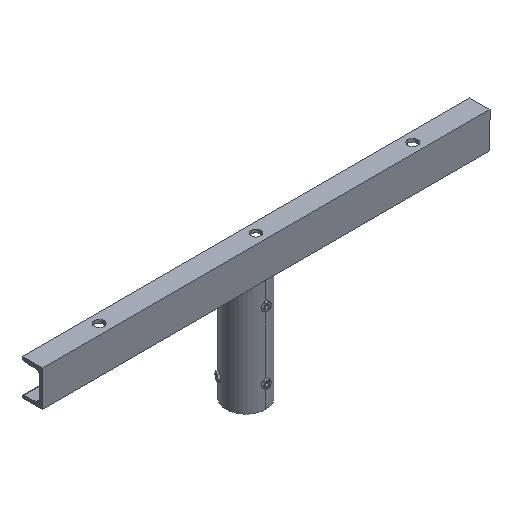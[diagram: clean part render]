
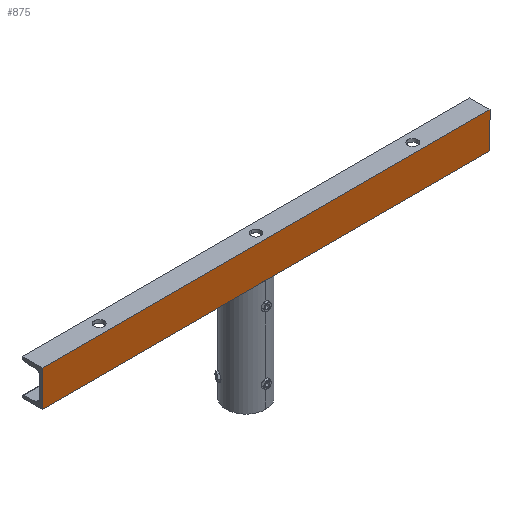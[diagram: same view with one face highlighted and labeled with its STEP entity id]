
A CAD part, isometric view. The second image highlights one B-rep face of the part: STEP entity #875.
In plain terms, the highlighted face is planar.
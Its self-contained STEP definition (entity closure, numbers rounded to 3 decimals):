
#269 = EDGE_CURVE ( 'NONE', #4090, #726, #3029, .T. ) ;
#445 = DIRECTION ( 'NONE',  ( 0., 0., -1. ) ) ;
#683 = DIRECTION ( 'NONE',  ( 0., 0., -1. ) ) ;
#726 = VERTEX_POINT ( 'NONE', #3618 ) ;
#755 = FACE_OUTER_BOUND ( 'NONE', #3894, .T. ) ;
#875 = ADVANCED_FACE ( 'NONE', ( #755 ), #1496, .F. ) ;
#980 = ORIENTED_EDGE ( 'NONE', *, *, #2458, .T. ) ;
#1009 = LINE ( 'NONE', #2331, #2652 ) ;
#1077 = CARTESIAN_POINT ( 'NONE',  ( 0., 80., 500. ) ) ;
#1143 = CARTESIAN_POINT ( 'NONE',  ( 0., 80., -500. ) ) ;
#1397 = VECTOR ( 'NONE', #3235, 1000. ) ;
#1496 = PLANE ( 'NONE',  #4130 ) ;
#1533 = ORIENTED_EDGE ( 'NONE', *, *, #2693, .T. ) ;
#1782 = LINE ( 'NONE', #3123, #3291 ) ;
#2069 = DIRECTION ( 'NONE',  ( 1., 0., 0. ) ) ;
#2079 = CARTESIAN_POINT ( 'NONE',  ( 0., 0., 500. ) ) ;
#2156 = VECTOR ( 'NONE', #445, 1000. ) ;
#2288 = CARTESIAN_POINT ( 'NONE',  ( 0., 80., 500. ) ) ;
#2331 = CARTESIAN_POINT ( 'NONE',  ( 0., 80., 500. ) ) ;
#2360 = CARTESIAN_POINT ( 'NONE',  ( 0., 80., 500. ) ) ;
#2443 = DIRECTION ( 'NONE',  ( 0., 1., 0. ) ) ;
#2458 = EDGE_CURVE ( 'NONE', #3744, #726, #1782, .T. ) ;
#2616 = LINE ( 'NONE', #2288, #1397 ) ;
#2652 = VECTOR ( 'NONE', #683, 1000. ) ;
#2693 = EDGE_CURVE ( 'NONE', #3309, #3744, #1009, .T. ) ;
#2752 = ORIENTED_EDGE ( 'NONE', *, *, #3862, .F. ) ;
#2772 = ORIENTED_EDGE ( 'NONE', *, *, #269, .F. ) ;
#3029 = LINE ( 'NONE', #2079, #2156 ) ;
#3123 = CARTESIAN_POINT ( 'NONE',  ( 0., 80., -500. ) ) ;
#3235 = DIRECTION ( 'NONE',  ( 0., -1., 0. ) ) ;
#3291 = VECTOR ( 'NONE', #3812, 1000. ) ;
#3309 = VERTEX_POINT ( 'NONE', #2360 ) ;
#3618 = CARTESIAN_POINT ( 'NONE',  ( 0., 0., -500. ) ) ;
#3644 = CARTESIAN_POINT ( 'NONE',  ( 0., 0., 500. ) ) ;
#3744 = VERTEX_POINT ( 'NONE', #1143 ) ;
#3812 = DIRECTION ( 'NONE',  ( 0., -1., 0. ) ) ;
#3862 = EDGE_CURVE ( 'NONE', #3309, #4090, #2616, .T. ) ;
#3894 = EDGE_LOOP ( 'NONE', ( #980, #2772, #2752, #1533 ) ) ;
#4090 = VERTEX_POINT ( 'NONE', #3644 ) ;
#4130 = AXIS2_PLACEMENT_3D ( 'NONE', #1077, #2069, #2443 ) ;
